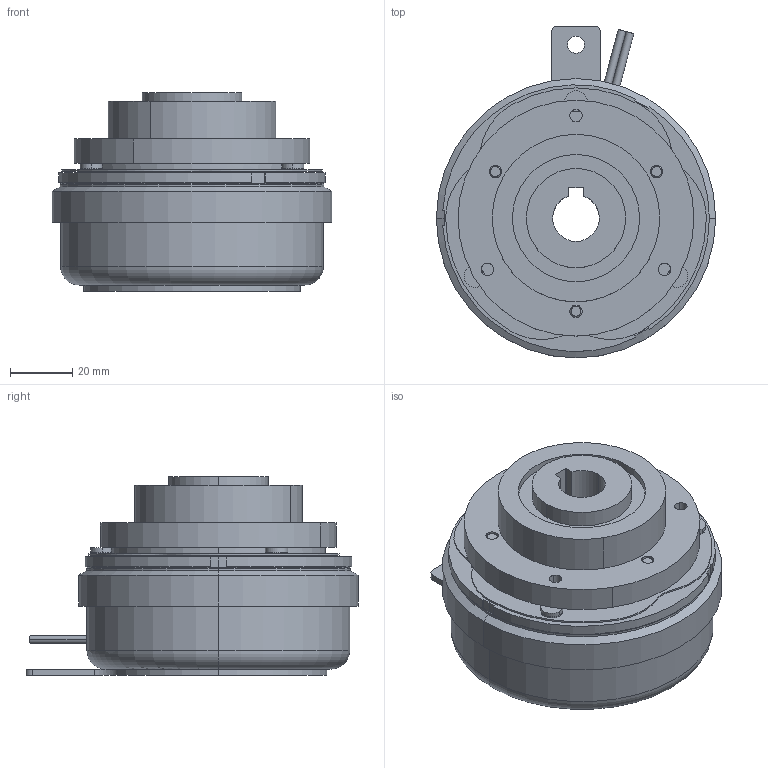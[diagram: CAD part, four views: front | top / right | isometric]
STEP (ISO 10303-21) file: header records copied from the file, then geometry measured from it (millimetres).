
FILE_DESCRIPTION (( 'STEP AP203' ), '1' );
FILE_NAME ('VCEH 1.2P_23674900.STEP', '2016-05-20T06:46:31', ( ' ' ), ( '' ), 'SwSTEP 2.0', 'SolidWorks 2009', '' );
FILE_SCHEMA (( 'CONFIG_CONTROL_DESIGN' ));
Length unit declared in the file: millimetre
Products named in the file (1): VCEH 1.2P_23674900
Bounding box: 90 x 107 x 64 mm (x, y, z)
Volume: 270509.1 mm3; surface area: 40079 mm2
Topology: 3 solids, 3 shells, 210 faces, 532 edges, 345 vertices
Faces by surface type: cylinder 136, plane 60, cone 10, torus 4
Entity records: 6584 total; most frequent: DIRECTION 1265, CARTESIAN_POINT 1124, ORIENTED_EDGE 1064, AXIS2_PLACEMENT_3D 534, EDGE_CURVE 532, VERTEX_POINT 345, CIRCLE 323, EDGE_LOOP 243
